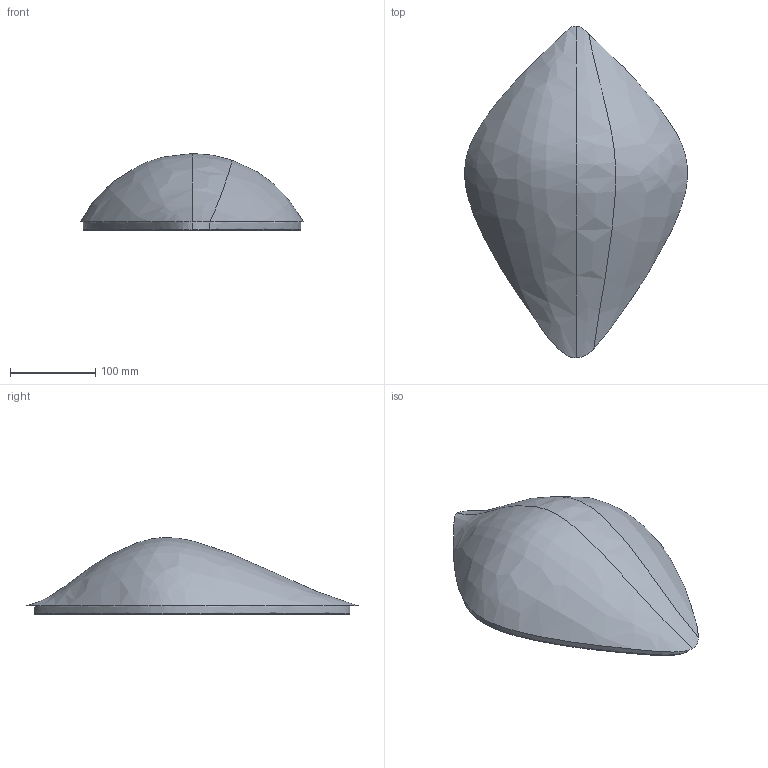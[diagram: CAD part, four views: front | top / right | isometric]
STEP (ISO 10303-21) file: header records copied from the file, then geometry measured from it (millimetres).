
FILE_DESCRIPTION(('CATIA V5 STEP Exchange'),'2;1');
FILE_NAME('SwanLid.stp','2021-08-20T05:24:58+00:00',('none'),('none'),'CATIA Version 5 Release 21 GA (IN-10)','CATIA V5 STEP AP203','none');
FILE_SCHEMA(('CONFIG_CONTROL_DESIGN'));
Length unit declared in the file: millimetre
Products named in the file (1): Part1.1
Bounding box: 261.39 x 389.23 x 90.17 mm (x, y, z)
Volume: 263150.5 mm3; surface area: 185647.4 mm2
Topology: 1 solids, 1 shells, 24 faces, 50 edges, 30 vertices
Faces by surface type: bspline 14, extrusion 8, plane 2
Entity records: 10174 total; most frequent: CARTESIAN_POINT 9749, ORIENTED_EDGE 100, B_SPLINE_CURVE_WITH_KNOTS 50, EDGE_CURVE 50, VERTEX_POINT 30, EDGE_LOOP 26, ADVANCED_FACE 24, FACE_OUTER_BOUND 24
